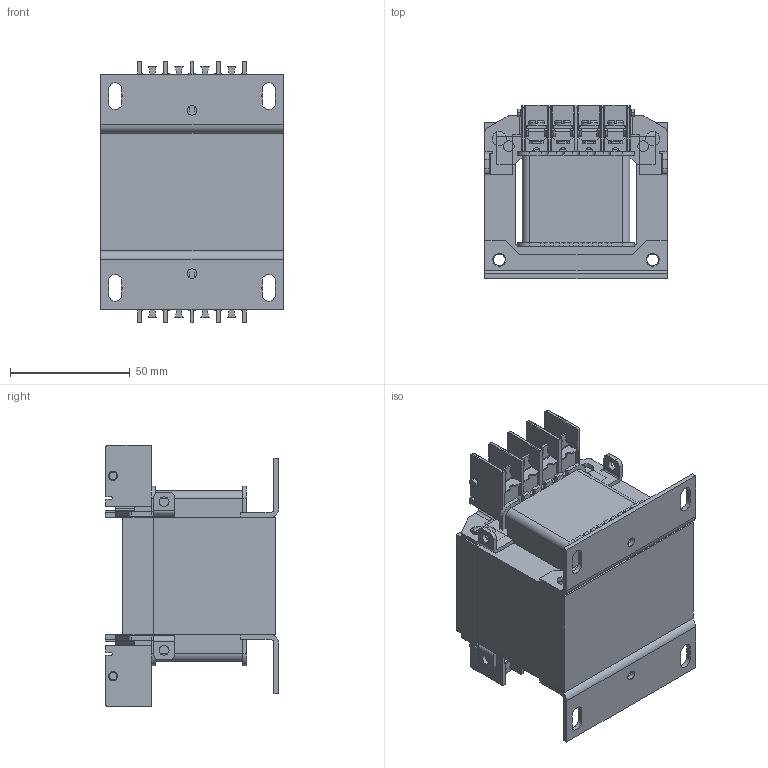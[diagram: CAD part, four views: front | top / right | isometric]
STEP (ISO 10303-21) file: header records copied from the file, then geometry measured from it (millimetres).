
FILE_DESCRIPTION (( 'STEP AP214' ), '1' );
FILE_NAME ('SP150MQMJ.step', '2019-03-27T13:32:08', ( '' ), ( '' ), 'SwSTEP 2.0', 'SolidWorks 2018', '' );
FILE_SCHEMA (( 'AUTOMOTIVE_DESIGN' ));
Length unit declared in the file: inch
Products named in the file (1): SP150MQMJ
Bounding box: 76.2 x 72.33 x 109 mm (x, y, z)
Volume: 301862.4 mm3; surface area: 107067.1 mm2
Topology: 42 solids, 42 shells, 3183 faces, 8885 edges, 5716 vertices
Faces by surface type: plane 1948, cylinder 941, bspline 260, cone 34
Entity records: 127400 total; most frequent: CARTESIAN_POINT 48646, ORIENTED_EDGE 17642, DIRECTION 14399, EDGE_CURVE 8821, LINE 5905, VECTOR 5905, VERTEX_POINT 5716, AXIS2_PLACEMENT_3D 4247
